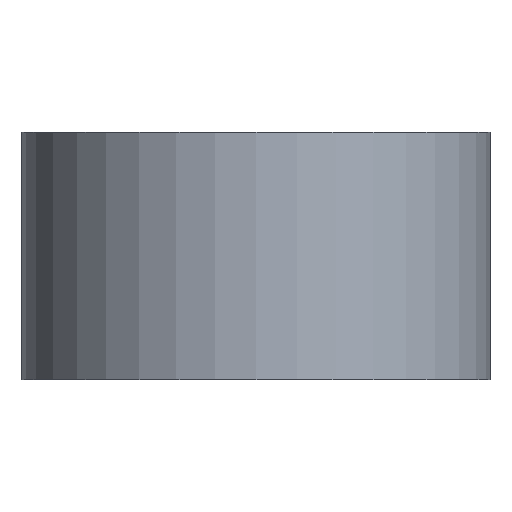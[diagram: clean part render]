
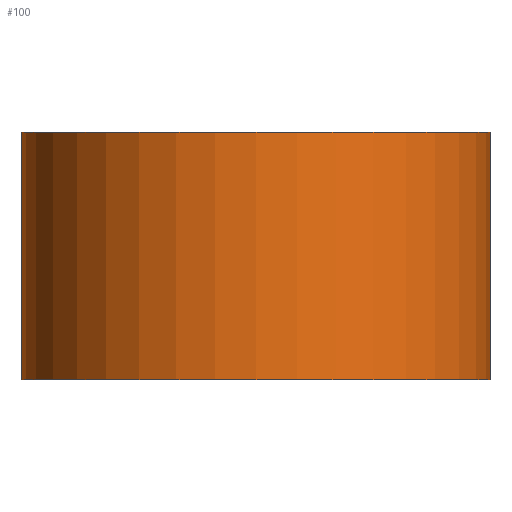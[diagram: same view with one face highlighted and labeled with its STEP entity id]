
A CAD part, front view. The second image highlights one B-rep face of the part: STEP entity #100.
In plain terms, the highlighted cylindrical face has radius 6.15 mm (diameter 12.3 mm), a partial arc.
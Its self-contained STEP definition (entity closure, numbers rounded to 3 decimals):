
#46 = VERTEX_POINT ( 'NONE', #776 ) ;
#59 = DIRECTION ( 'NONE',  ( 0., 0., 1. ) ) ;
#100 = ADVANCED_FACE ( 'NONE', ( #629 ), #176, .T. ) ;
#105 = CIRCLE ( 'NONE', #147, 6.15 ) ;
#147 = AXIS2_PLACEMENT_3D ( 'NONE', #800, #59, #1177 ) ;
#150 = AXIS2_PLACEMENT_3D ( 'NONE', #325, #805, #692 ) ;
#168 = EDGE_LOOP ( 'NONE', ( #781, #253, #946, #578 ) ) ;
#176 = CYLINDRICAL_SURFACE ( 'NONE', #829, 6.15 ) ;
#253 = ORIENTED_EDGE ( 'NONE', *, *, #1080, .F. ) ;
#306 = CIRCLE ( 'NONE', #150, 6.15 ) ;
#325 = CARTESIAN_POINT ( 'NONE',  ( 0., 0., 6.5 ) ) ;
#326 = LINE ( 'NONE', #490, #941 ) ;
#339 = DIRECTION ( 'NONE',  ( 0., 0., -1. ) ) ;
#428 = CARTESIAN_POINT ( 'NONE',  ( 6.15, 0., 6.5 ) ) ;
#464 = EDGE_CURVE ( 'NONE', #46, #1027, #326, .T. ) ;
#490 = CARTESIAN_POINT ( 'NONE',  ( -6.15, 0., 6.5 ) ) ;
#497 = EDGE_CURVE ( 'NONE', #1027, #938, #105, .T. ) ;
#515 = EDGE_CURVE ( 'NONE', #1021, #938, #1088, .T. ) ;
#537 = DIRECTION ( 'NONE',  ( -1., 0., 0. ) ) ;
#541 = CARTESIAN_POINT ( 'NONE',  ( 0., 0., 6.5 ) ) ;
#578 = ORIENTED_EDGE ( 'NONE', *, *, #497, .T. ) ;
#610 = CARTESIAN_POINT ( 'NONE',  ( 6.15, 0., 6.5 ) ) ;
#629 = FACE_OUTER_BOUND ( 'NONE', #168, .T. ) ;
#692 = DIRECTION ( 'NONE',  ( 1., 0., 0. ) ) ;
#713 = DIRECTION ( 'NONE',  ( 0., 0., -1. ) ) ;
#776 = CARTESIAN_POINT ( 'NONE',  ( -6.15, 0., 6.5 ) ) ;
#781 = ORIENTED_EDGE ( 'NONE', *, *, #515, .F. ) ;
#800 = CARTESIAN_POINT ( 'NONE',  ( 0., 0., 0. ) ) ;
#805 = DIRECTION ( 'NONE',  ( 0., 0., 1. ) ) ;
#829 = AXIS2_PLACEMENT_3D ( 'NONE', #541, #713, #537 ) ;
#938 = VERTEX_POINT ( 'NONE', #955 ) ;
#941 = VECTOR ( 'NONE', #1149, 1000. ) ;
#946 = ORIENTED_EDGE ( 'NONE', *, *, #464, .T. ) ;
#955 = CARTESIAN_POINT ( 'NONE',  ( 6.15, 0., 0. ) ) ;
#1009 = VECTOR ( 'NONE', #339, 1000. ) ;
#1021 = VERTEX_POINT ( 'NONE', #610 ) ;
#1027 = VERTEX_POINT ( 'NONE', #1061 ) ;
#1061 = CARTESIAN_POINT ( 'NONE',  ( -6.15, 0., 0. ) ) ;
#1080 = EDGE_CURVE ( 'NONE', #46, #1021, #306, .T. ) ;
#1088 = LINE ( 'NONE', #428, #1009 ) ;
#1149 = DIRECTION ( 'NONE',  ( 0., 0., -1. ) ) ;
#1177 = DIRECTION ( 'NONE',  ( 1., 0., 0. ) ) ;
